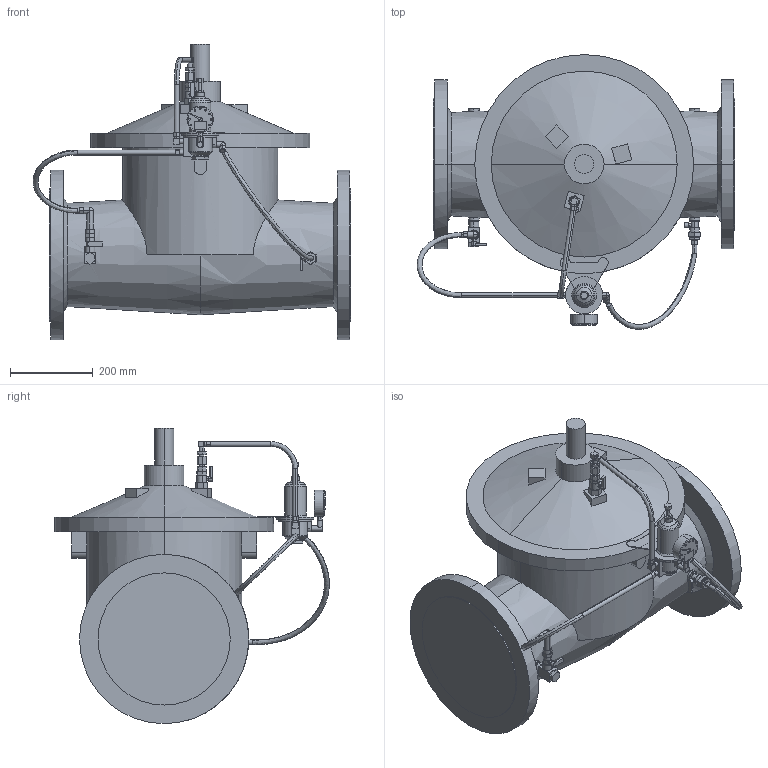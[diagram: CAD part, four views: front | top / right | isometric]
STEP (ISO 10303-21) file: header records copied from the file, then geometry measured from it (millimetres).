
FILE_DESCRIPTION(('no description'),'unknown implementation level');
FILE_NAME('Honeywell_DR300-250A_3D.stp',' ',('pit-cup GmbH'),('ccLab - KiM Gmbh - www.kimweb.de'),'unknown preprocess','ACIS','unknown authorization');
FILE_SCHEMA(('automotive_design'));
Length unit declared in the file: millimetre
Products named in the file (1): 1
Bounding box: 769.72 x 664.86 x 715 mm (x, y, z)
Volume: 78926374.6 mm3; surface area: 1778470.6 mm2
Topology: 1 solids, 1 shells, 553 faces, 1358 edges, 871 vertices
Faces by surface type: plane 369, cylinder 149, cone 25, bspline 6, sphere 4
Entity records: 37061 total; most frequent: CARTESIAN_POINT 8304, STYLED_ITEM 2779, PRESENTATION_STYLE_ASSIGNMENT 2779, COLOUR_RGB 2779, DIRECTION 2759, ORIENTED_EDGE 2708, EDGE_CURVE 1354, CURVE_STYLE 1354
